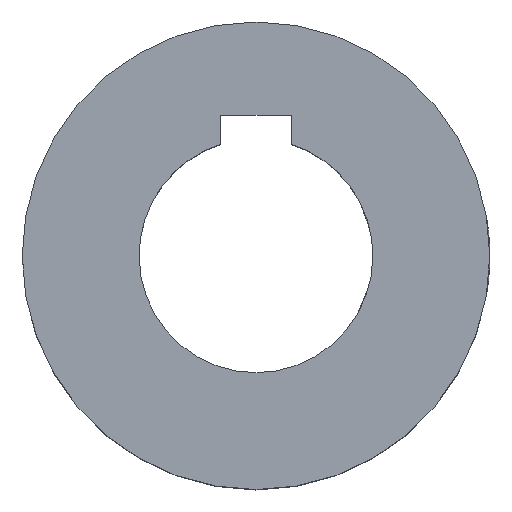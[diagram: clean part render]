
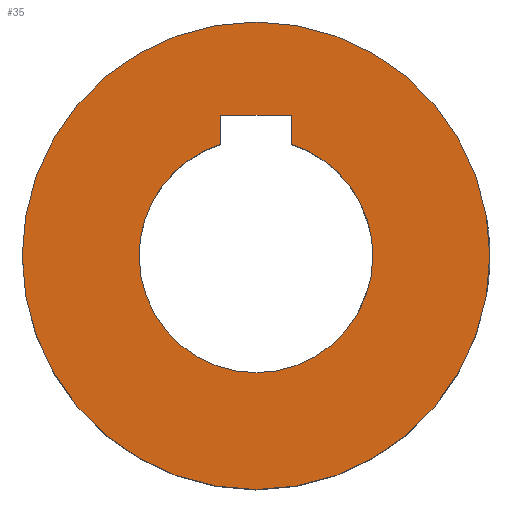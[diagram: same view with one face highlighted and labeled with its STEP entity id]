
A CAD part, top view. The second image highlights one B-rep face of the part: STEP entity #35.
In plain terms, the highlighted planar face has unit normal (0, 0, 1).
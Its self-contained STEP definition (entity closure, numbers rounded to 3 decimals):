
#35 = ADVANCED_FACE ( 'NONE', ( #344, #187 ), #434, .T. ) ;
#49 = VERTEX_POINT ( 'NONE', #386 ) ;
#53 = DIRECTION ( 'NONE',  ( 1., 0., 0. ) ) ;
#57 = ORIENTED_EDGE ( 'NONE', *, *, #94, .F. ) ;
#71 = CARTESIAN_POINT ( 'NONE',  ( 20., 0., 20. ) ) ;
#74 = VECTOR ( 'NONE', #97, 1000. ) ;
#94 = EDGE_CURVE ( 'NONE', #321, #473, #393, .T. ) ;
#97 = DIRECTION ( 'NONE',  ( -1., 0., 0. ) ) ;
#98 = DIRECTION ( 'NONE',  ( 1., 0., 0. ) ) ;
#99 = DIRECTION ( 'NONE',  ( 1., 0., 0. ) ) ;
#109 = CIRCLE ( 'NONE', #288, 20. ) ;
#111 = ORIENTED_EDGE ( 'NONE', *, *, #395, .F. ) ;
#128 = DIRECTION ( 'NONE',  ( 0., -1., 0. ) ) ;
#135 = ORIENTED_EDGE ( 'NONE', *, *, #375, .T. ) ;
#137 = DIRECTION ( 'NONE',  ( 1., 0., 0. ) ) ;
#138 = AXIS2_PLACEMENT_3D ( 'NONE', #142, #508, #53 ) ;
#140 = CARTESIAN_POINT ( 'NONE',  ( 0., 0., 20. ) ) ;
#142 = CARTESIAN_POINT ( 'NONE',  ( 0., 0., 20. ) ) ;
#149 = ORIENTED_EDGE ( 'NONE', *, *, #409, .F. ) ;
#156 = DIRECTION ( 'NONE',  ( 0., 0., 1. ) ) ;
#157 = AXIS2_PLACEMENT_3D ( 'NONE', #255, #156, #210 ) ;
#185 = ORIENTED_EDGE ( 'NONE', *, *, #268, .T. ) ;
#187 = FACE_OUTER_BOUND ( 'NONE', #446, .T. ) ;
#197 = CARTESIAN_POINT ( 'NONE',  ( -10., 0., 20. ) ) ;
#210 = DIRECTION ( 'NONE',  ( 1., 0., 0. ) ) ;
#212 = VERTEX_POINT ( 'NONE', #354 ) ;
#216 = EDGE_CURVE ( 'NONE', #367, #321, #253, .T. ) ;
#230 = DIRECTION ( 'NONE',  ( 1., 0., 0. ) ) ;
#253 = LINE ( 'NONE', #358, #266 ) ;
#255 = CARTESIAN_POINT ( 'NONE',  ( 0., 0., 20. ) ) ;
#259 = VERTEX_POINT ( 'NONE', #71 ) ;
#260 = EDGE_LOOP ( 'NONE', ( #57, #432, #149, #590, #111, #398 ) ) ;
#266 = VECTOR ( 'NONE', #128, 1000. ) ;
#268 = EDGE_CURVE ( 'NONE', #259, #49, #109, .T. ) ;
#276 = CIRCLE ( 'NONE', #349, 20. ) ;
#288 = AXIS2_PLACEMENT_3D ( 'NONE', #320, #541, #137 ) ;
#320 = CARTESIAN_POINT ( 'NONE',  ( 0., 0., 20. ) ) ;
#321 = VERTEX_POINT ( 'NONE', #456 ) ;
#329 = CIRCLE ( 'NONE', #138, 10. ) ;
#337 = CARTESIAN_POINT ( 'NONE',  ( 3., 9.539, 20. ) ) ;
#344 = FACE_BOUND ( 'NONE', #260, .T. ) ;
#349 = AXIS2_PLACEMENT_3D ( 'NONE', #140, #504, #230 ) ;
#354 = CARTESIAN_POINT ( 'NONE',  ( 10., 0., 20. ) ) ;
#358 = CARTESIAN_POINT ( 'NONE',  ( -3., 9.539, 20. ) ) ;
#367 = VERTEX_POINT ( 'NONE', #597 ) ;
#369 = AXIS2_PLACEMENT_3D ( 'NONE', #600, #517, #98 ) ;
#375 = EDGE_CURVE ( 'NONE', #49, #259, #276, .T. ) ;
#386 = CARTESIAN_POINT ( 'NONE',  ( -20., 0., 20. ) ) ;
#393 = CIRCLE ( 'NONE', #157, 10. ) ;
#395 = EDGE_CURVE ( 'NONE', #212, #581, #559, .T. ) ;
#398 = ORIENTED_EDGE ( 'NONE', *, *, #401, .F. ) ;
#401 = EDGE_CURVE ( 'NONE', #473, #212, #329, .T. ) ;
#409 = EDGE_CURVE ( 'NONE', #560, #367, #545, .T. ) ;
#413 = AXIS2_PLACEMENT_3D ( 'NONE', #594, #548, #99 ) ;
#432 = ORIENTED_EDGE ( 'NONE', *, *, #216, .F. ) ;
#434 = PLANE ( 'NONE',  #369 ) ;
#446 = EDGE_LOOP ( 'NONE', ( #135, #185 ) ) ;
#456 = CARTESIAN_POINT ( 'NONE',  ( -3., 9.539, 20. ) ) ;
#463 = CARTESIAN_POINT ( 'NONE',  ( 3., 9.539, 20. ) ) ;
#473 = VERTEX_POINT ( 'NONE', #197 ) ;
#476 = CARTESIAN_POINT ( 'NONE',  ( 3., 12.039, 20. ) ) ;
#496 = VECTOR ( 'NONE', #505, 1000. ) ;
#504 = DIRECTION ( 'NONE',  ( 0., 0., 1. ) ) ;
#505 = DIRECTION ( 'NONE',  ( 0., 1., 0. ) ) ;
#508 = DIRECTION ( 'NONE',  ( 0., 0., 1. ) ) ;
#517 = DIRECTION ( 'NONE',  ( 0., 0., 1. ) ) ;
#541 = DIRECTION ( 'NONE',  ( 0., 0., 1. ) ) ;
#545 = LINE ( 'NONE', #599, #74 ) ;
#548 = DIRECTION ( 'NONE',  ( 0., 0., 1. ) ) ;
#551 = LINE ( 'NONE', #463, #496 ) ;
#554 = EDGE_CURVE ( 'NONE', #581, #560, #551, .T. ) ;
#559 = CIRCLE ( 'NONE', #413, 10. ) ;
#560 = VERTEX_POINT ( 'NONE', #476 ) ;
#581 = VERTEX_POINT ( 'NONE', #337 ) ;
#590 = ORIENTED_EDGE ( 'NONE', *, *, #554, .F. ) ;
#594 = CARTESIAN_POINT ( 'NONE',  ( 0., 0., 20. ) ) ;
#597 = CARTESIAN_POINT ( 'NONE',  ( -3., 12.039, 20. ) ) ;
#599 = CARTESIAN_POINT ( 'NONE',  ( 3., 12.039, 20. ) ) ;
#600 = CARTESIAN_POINT ( 'NONE',  ( 0., 0., 20. ) ) ;
